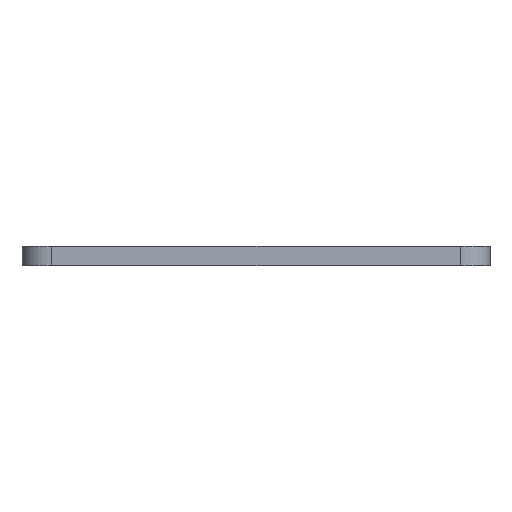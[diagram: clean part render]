
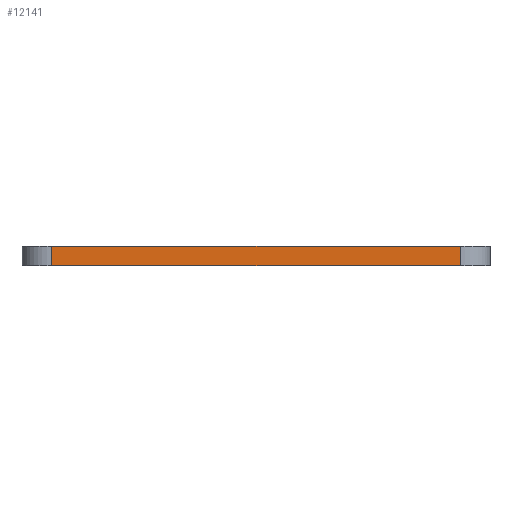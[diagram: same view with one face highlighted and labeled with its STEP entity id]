
A CAD part, front view. The second image highlights one B-rep face of the part: STEP entity #12141.
In plain terms, the highlighted planar face has unit normal (0, -1, 0).
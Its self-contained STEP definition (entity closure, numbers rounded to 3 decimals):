
#83 = PLANE('',#84);
#84 = AXIS2_PLACEMENT_3D('',#85,#86,#87);
#85 = CARTESIAN_POINT('',(0.,0.,1.6));
#86 = DIRECTION('',(-0.,-0.,-1.));
#87 = DIRECTION('',(-1.,0.,0.));
#137 = PLANE('',#138);
#138 = AXIS2_PLACEMENT_3D('',#139,#140,#141);
#139 = CARTESIAN_POINT('',(0.,0.,0.));
#140 = DIRECTION('',(-0.,-0.,-1.));
#141 = DIRECTION('',(-1.,0.,0.));
#350 = VERTEX_POINT('',#351);
#351 = CARTESIAN_POINT('',(16.637,-25.4,0.));
#370 = CYLINDRICAL_SURFACE('',#371,2.298);
#371 = AXIS2_PLACEMENT_3D('',#372,#373,#374);
#372 = CARTESIAN_POINT('',(16.755,-23.105,0.));
#373 = DIRECTION('',(-0.,-0.,-1.));
#374 = DIRECTION('',(1.,0.,-0.));
#382 = EDGE_CURVE('',#350,#383,#385,.T.);
#383 = VERTEX_POINT('',#384);
#384 = CARTESIAN_POINT('',(-16.637,-25.4,0.));
#385 = SURFACE_CURVE('',#386,(#390,#397),.PCURVE_S1.);
#386 = LINE('',#387,#388);
#387 = CARTESIAN_POINT('',(16.637,-25.4,0.));
#388 = VECTOR('',#389,1.);
#389 = DIRECTION('',(-1.,0.,0.));
#390 = PCURVE('',#137,#391);
#391 = DEFINITIONAL_REPRESENTATION('',(#392),#396);
#392 = LINE('',#393,#394);
#393 = CARTESIAN_POINT('',(-16.637,-25.4));
#394 = VECTOR('',#395,1.);
#395 = DIRECTION('',(1.,0.));
#396 = ( GEOMETRIC_REPRESENTATION_CONTEXT(2) 
PARAMETRIC_REPRESENTATION_CONTEXT() REPRESENTATION_CONTEXT('2D SPACE',''
  ) );
#397 = PCURVE('',#398,#403);
#398 = PLANE('',#399);
#399 = AXIS2_PLACEMENT_3D('',#400,#401,#402);
#400 = CARTESIAN_POINT('',(16.637,-25.4,0.));
#401 = DIRECTION('',(0.,-1.,0.));
#402 = DIRECTION('',(-1.,0.,0.));
#403 = DEFINITIONAL_REPRESENTATION('',(#404),#408);
#404 = LINE('',#405,#406);
#405 = CARTESIAN_POINT('',(0.,0.));
#406 = VECTOR('',#407,1.);
#407 = DIRECTION('',(1.,0.));
#408 = ( GEOMETRIC_REPRESENTATION_CONTEXT(2) 
PARAMETRIC_REPRESENTATION_CONTEXT() REPRESENTATION_CONTEXT('2D SPACE',''
  ) );
#431 = CYLINDRICAL_SURFACE('',#432,2.298);
#432 = AXIS2_PLACEMENT_3D('',#433,#434,#435);
#433 = CARTESIAN_POINT('',(-16.755,-23.105,0.));
#434 = DIRECTION('',(-0.,-0.,-1.));
#435 = DIRECTION('',(1.,0.,-0.));
#6654 = VERTEX_POINT('',#6655);
#6655 = CARTESIAN_POINT('',(16.637,-25.4,1.6));
#6681 = EDGE_CURVE('',#6654,#6682,#6684,.T.);
#6682 = VERTEX_POINT('',#6683);
#6683 = CARTESIAN_POINT('',(-16.637,-25.4,1.6));
#6684 = SURFACE_CURVE('',#6685,(#6689,#6696),.PCURVE_S1.);
#6685 = LINE('',#6686,#6687);
#6686 = CARTESIAN_POINT('',(16.637,-25.4,1.6));
#6687 = VECTOR('',#6688,1.);
#6688 = DIRECTION('',(-1.,0.,0.));
#6689 = PCURVE('',#83,#6690);
#6690 = DEFINITIONAL_REPRESENTATION('',(#6691),#6695);
#6691 = LINE('',#6692,#6693);
#6692 = CARTESIAN_POINT('',(-16.637,-25.4));
#6693 = VECTOR('',#6694,1.);
#6694 = DIRECTION('',(1.,0.));
#6695 = ( GEOMETRIC_REPRESENTATION_CONTEXT(2) 
PARAMETRIC_REPRESENTATION_CONTEXT() REPRESENTATION_CONTEXT('2D SPACE',''
  ) );
#6696 = PCURVE('',#398,#6697);
#6697 = DEFINITIONAL_REPRESENTATION('',(#6698),#6702);
#6698 = LINE('',#6699,#6700);
#6699 = CARTESIAN_POINT('',(0.,-1.6));
#6700 = VECTOR('',#6701,1.);
#6701 = DIRECTION('',(1.,0.));
#6702 = ( GEOMETRIC_REPRESENTATION_CONTEXT(2) 
PARAMETRIC_REPRESENTATION_CONTEXT() REPRESENTATION_CONTEXT('2D SPACE',''
  ) );
#12093 = EDGE_CURVE('',#383,#6682,#12094,.T.);
#12094 = SURFACE_CURVE('',#12095,(#12099,#12106),.PCURVE_S1.);
#12095 = LINE('',#12096,#12097);
#12096 = CARTESIAN_POINT('',(-16.637,-25.4,0.));
#12097 = VECTOR('',#12098,1.);
#12098 = DIRECTION('',(0.,0.,1.));
#12099 = PCURVE('',#431,#12100);
#12100 = DEFINITIONAL_REPRESENTATION('',(#12101),#12105);
#12101 = LINE('',#12102,#12103);
#12102 = CARTESIAN_POINT('',(-4.764,0.));
#12103 = VECTOR('',#12104,1.);
#12104 = DIRECTION('',(-0.,-1.));
#12105 = ( GEOMETRIC_REPRESENTATION_CONTEXT(2) 
PARAMETRIC_REPRESENTATION_CONTEXT() REPRESENTATION_CONTEXT('2D SPACE',''
  ) );
#12106 = PCURVE('',#398,#12107);
#12107 = DEFINITIONAL_REPRESENTATION('',(#12108),#12112);
#12108 = LINE('',#12109,#12110);
#12109 = CARTESIAN_POINT('',(33.274,0.));
#12110 = VECTOR('',#12111,1.);
#12111 = DIRECTION('',(0.,-1.));
#12112 = ( GEOMETRIC_REPRESENTATION_CONTEXT(2) 
PARAMETRIC_REPRESENTATION_CONTEXT() REPRESENTATION_CONTEXT('2D SPACE',''
  ) );
#12118 = EDGE_CURVE('',#350,#6654,#12119,.T.);
#12119 = SURFACE_CURVE('',#12120,(#12124,#12131),.PCURVE_S1.);
#12120 = LINE('',#12121,#12122);
#12121 = CARTESIAN_POINT('',(16.637,-25.4,0.));
#12122 = VECTOR('',#12123,1.);
#12123 = DIRECTION('',(0.,0.,1.));
#12124 = PCURVE('',#370,#12125);
#12125 = DEFINITIONAL_REPRESENTATION('',(#12126),#12130);
#12126 = LINE('',#12127,#12128);
#12127 = CARTESIAN_POINT('',(-4.661,0.));
#12128 = VECTOR('',#12129,1.);
#12129 = DIRECTION('',(-0.,-1.));
#12130 = ( GEOMETRIC_REPRESENTATION_CONTEXT(2) 
PARAMETRIC_REPRESENTATION_CONTEXT() REPRESENTATION_CONTEXT('2D SPACE',''
  ) );
#12131 = PCURVE('',#398,#12132);
#12132 = DEFINITIONAL_REPRESENTATION('',(#12133),#12137);
#12133 = LINE('',#12134,#12135);
#12134 = CARTESIAN_POINT('',(0.,0.));
#12135 = VECTOR('',#12136,1.);
#12136 = DIRECTION('',(0.,-1.));
#12137 = ( GEOMETRIC_REPRESENTATION_CONTEXT(2) 
PARAMETRIC_REPRESENTATION_CONTEXT() REPRESENTATION_CONTEXT('2D SPACE',''
  ) );
#12141 = ADVANCED_FACE('',(#12142),#398,.T.);
#12142 = FACE_BOUND('',#12143,.T.);
#12143 = EDGE_LOOP('',(#12144,#12145,#12146,#12147));
#12144 = ORIENTED_EDGE('',*,*,#12118,.T.);
#12145 = ORIENTED_EDGE('',*,*,#6681,.T.);
#12146 = ORIENTED_EDGE('',*,*,#12093,.F.);
#12147 = ORIENTED_EDGE('',*,*,#382,.F.);
